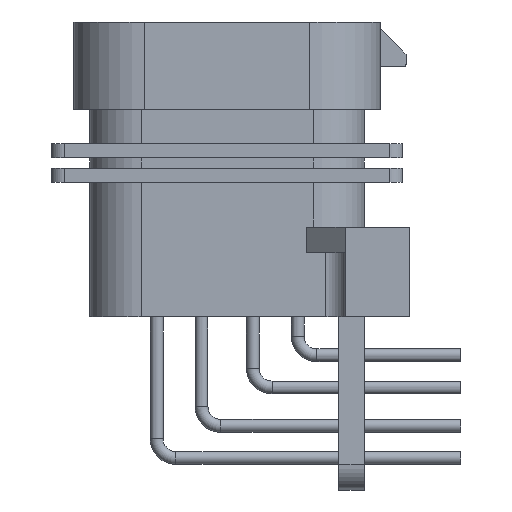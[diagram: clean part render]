
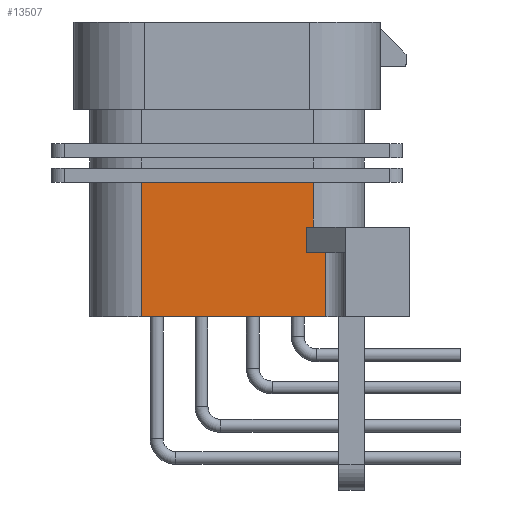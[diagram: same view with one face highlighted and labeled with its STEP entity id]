
A CAD part, left-side view. The second image highlights one B-rep face of the part: STEP entity #13507.
In plain terms, the highlighted planar face has unit normal (-1, 0, 0).
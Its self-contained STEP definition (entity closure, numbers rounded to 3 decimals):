
#1316=DIRECTION('',(0.,-1.,0.));
#1317=VECTOR('',#1316,1.5);
#1318=CARTESIAN_POINT('',(-35.5,-6.2,-18.));
#1319=LINE('',#1318,#1317);
#1320=DIRECTION('',(0.,0.,1.));
#1321=VECTOR('',#1320,5.);
#1322=CARTESIAN_POINT('',(-35.5,-7.7,-23.));
#1323=LINE('',#1322,#1321);
#1324=DIRECTION('',(0.,1.,0.));
#1325=VECTOR('',#1324,14.4);
#1326=CARTESIAN_POINT('',(-35.5,-7.7,-23.));
#1327=LINE('',#1326,#1325);
#1328=DIRECTION('',(0.,0.,-1.));
#1329=VECTOR('',#1328,10.5);
#1330=CARTESIAN_POINT('',(-35.5,6.7,-12.5));
#1331=LINE('',#1330,#1329);
#1332=DIRECTION('',(0.,-1.,0.));
#1333=VECTOR('',#1332,13.4);
#1334=CARTESIAN_POINT('',(-35.5,6.7,-12.5));
#1335=LINE('',#1334,#1333);
#1336=DIRECTION('',(0.,1.,0.));
#1337=VECTOR('',#1336,0.5);
#1338=CARTESIAN_POINT('',(-35.5,-6.7,-16.));
#1339=LINE('',#1338,#1337);
#1340=DIRECTION('',(0.,0.,1.));
#1341=VECTOR('',#1340,2.);
#1342=CARTESIAN_POINT('',(-35.5,-6.2,-18.));
#1343=LINE('',#1342,#1341);
#1363=DIRECTION('',(0.,0.,-1.));
#1364=VECTOR('',#1363,3.5);
#1365=CARTESIAN_POINT('',(-35.5,-6.7,-12.5));
#1366=LINE('',#1365,#1364);
#9640=CARTESIAN_POINT('',(-35.5,6.7,-23.));
#9641=VERTEX_POINT('',#9640);
#9732=CARTESIAN_POINT('',(-35.5,6.7,-12.5));
#9733=VERTEX_POINT('',#9732);
#9736=CARTESIAN_POINT('',(-35.5,-6.7,-12.5));
#9737=VERTEX_POINT('',#9736);
#9746=CARTESIAN_POINT('',(-35.5,-7.7,-23.));
#9747=VERTEX_POINT('',#9746);
#9806=CARTESIAN_POINT('',(-35.5,-6.2,-18.));
#9807=CARTESIAN_POINT('',(-35.5,-7.7,-18.));
#9808=VERTEX_POINT('',#9806);
#9809=VERTEX_POINT('',#9807);
#9810=CARTESIAN_POINT('',(-35.5,-6.2,-16.));
#9811=VERTEX_POINT('',#9810);
#11102=CARTESIAN_POINT('',(-35.5,-6.7,-16.));
#11103=VERTEX_POINT('',#11102);
#13485=CARTESIAN_POINT('',(-35.5,6.7,0.));
#13486=DIRECTION('',(-1.,0.,0.));
#13487=DIRECTION('',(0.,-1.,0.));
#13488=AXIS2_PLACEMENT_3D('',#13485,#13486,#13487);
#13489=PLANE('',#13488);
#13491=ORIENTED_EDGE('',*,*,#13490,.T.);
#13493=ORIENTED_EDGE('',*,*,#13492,.F.);
#13495=ORIENTED_EDGE('',*,*,#13494,.T.);
#13496=ORIENTED_EDGE('',*,*,#13464,.F.);
#13498=ORIENTED_EDGE('',*,*,#13497,.T.);
#13500=ORIENTED_EDGE('',*,*,#13499,.T.);
#13502=ORIENTED_EDGE('',*,*,#13501,.T.);
#13504=ORIENTED_EDGE('',*,*,#13503,.F.);
#13505=EDGE_LOOP('',(#13491,#13493,#13495,#13496,#13498,#13500,#13502,#13504));
#13506=FACE_OUTER_BOUND('',#13505,.F.);
#13507=ADVANCED_FACE('',(#13506),#13489,.T.);
#13464=EDGE_CURVE('',#9733,#9641,#1331,.T.);
#13490=EDGE_CURVE('',#9808,#9809,#1319,.T.);
#13492=EDGE_CURVE('',#9747,#9809,#1323,.T.);
#13494=EDGE_CURVE('',#9747,#9641,#1327,.T.);
#13497=EDGE_CURVE('',#9733,#9737,#1335,.T.);
#13499=EDGE_CURVE('',#9737,#11103,#1366,.T.);
#13501=EDGE_CURVE('',#11103,#9811,#1339,.T.);
#13503=EDGE_CURVE('',#9808,#9811,#1343,.T.);
